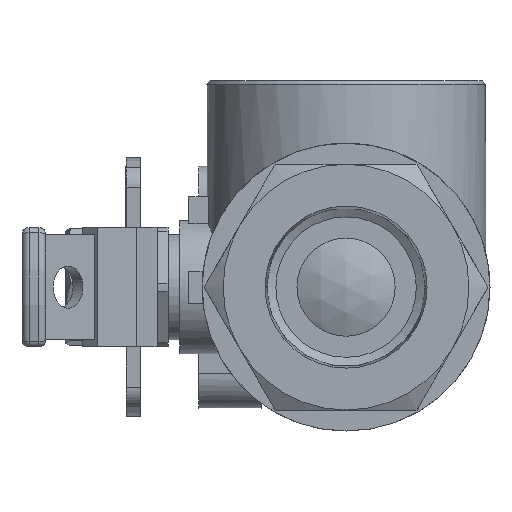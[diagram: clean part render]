
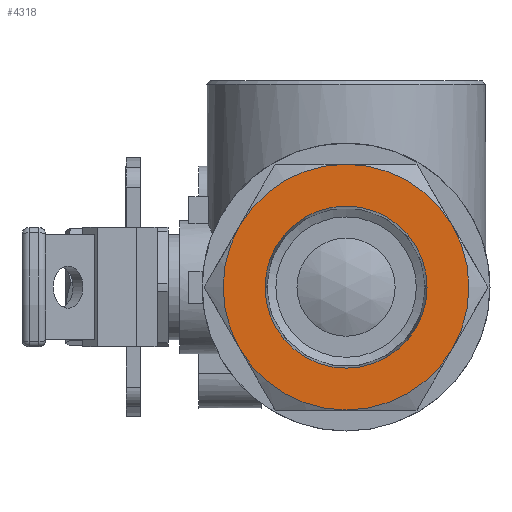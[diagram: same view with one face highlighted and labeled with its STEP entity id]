
A CAD part, left-side view. The second image highlights one B-rep face of the part: STEP entity #4318.
In plain terms, the highlighted planar face has unit normal (-1, 0, 0).
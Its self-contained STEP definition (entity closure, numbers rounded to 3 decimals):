
#940=PLANE('',#4717);
#1080=CIRCLE('',#4702,25.025);
#1081=CIRCLE('',#4704,25.025);
#1082=CIRCLE('',#4706,25.025);
#1083=CIRCLE('',#4708,25.025);
#1084=CIRCLE('',#4710,25.025);
#1085=CIRCLE('',#4712,25.025);
#1088=CIRCLE('',#4718,16.502);
#2240=ORIENTED_EDGE('',*,*,#2886,.F.);
#2241=ORIENTED_EDGE('',*,*,#2885,.F.);
#2242=ORIENTED_EDGE('',*,*,#2884,.F.);
#2243=ORIENTED_EDGE('',*,*,#2883,.F.);
#2244=ORIENTED_EDGE('',*,*,#2888,.F.);
#2245=ORIENTED_EDGE('',*,*,#2887,.F.);
#2246=ORIENTED_EDGE('',*,*,#2891,.F.);
#2883=EDGE_CURVE('',#3298,#3288,#1080,.T.);
#2884=EDGE_CURVE('',#3288,#3290,#1081,.T.);
#2885=EDGE_CURVE('',#3290,#3292,#1082,.T.);
#2886=EDGE_CURVE('',#3292,#3294,#1083,.T.);
#2887=EDGE_CURVE('',#3294,#3296,#1084,.T.);
#2888=EDGE_CURVE('',#3296,#3298,#1085,.T.);
#2891=EDGE_CURVE('',#3303,#3303,#1088,.T.);
#3288=VERTEX_POINT('',#7997);
#3290=VERTEX_POINT('',#8010);
#3292=VERTEX_POINT('',#8022);
#3294=VERTEX_POINT('',#8034);
#3296=VERTEX_POINT('',#8046);
#3298=VERTEX_POINT('',#8058);
#3303=VERTEX_POINT('',#8089);
#3692=EDGE_LOOP('',(#2240,#2241,#2242,#2243,#2244,#2245));
#3693=EDGE_LOOP('',(#2246));
#4007=FACE_BOUND('',#3692,.T.);
#4008=FACE_BOUND('',#3693,.T.);
#4318=ADVANCED_FACE('',(#4007,#4008),#940,.T.);
#4702=AXIS2_PLACEMENT_3D('',#8070,#5802,#5803);
#4704=AXIS2_PLACEMENT_3D('',#8072,#5806,#5807);
#4706=AXIS2_PLACEMENT_3D('',#8074,#5810,#5811);
#4708=AXIS2_PLACEMENT_3D('',#8076,#5814,#5815);
#4710=AXIS2_PLACEMENT_3D('',#8078,#5818,#5819);
#4712=AXIS2_PLACEMENT_3D('',#8080,#5822,#5823);
#4717=AXIS2_PLACEMENT_3D('',#8087,#5832,#5833);
#4718=AXIS2_PLACEMENT_3D('',#8088,#5834,#5835);
#5802=DIRECTION('',(1.,0.,0.));
#5803=DIRECTION('',(0.,1.,0.));
#5806=DIRECTION('',(1.,0.,0.));
#5807=DIRECTION('',(0.,1.,0.));
#5810=DIRECTION('',(1.,0.,0.));
#5811=DIRECTION('',(0.,1.,0.));
#5814=DIRECTION('',(1.,0.,0.));
#5815=DIRECTION('',(0.,1.,0.));
#5818=DIRECTION('',(1.,0.,0.));
#5819=DIRECTION('',(0.,0.,-1.));
#5822=DIRECTION('',(1.,0.,0.));
#5823=DIRECTION('',(0.,1.,0.));
#5832=DIRECTION('',(-1.,0.,0.));
#5833=DIRECTION('',(0.,0.,1.));
#5834=DIRECTION('',(-1.,0.,0.));
#5835=DIRECTION('',(0.,0.,1.));
#7997=CARTESIAN_POINT('',(-41.,0.,-25.025));
#8010=CARTESIAN_POINT('',(-41.,21.672,-12.513));
#8022=CARTESIAN_POINT('',(-41.,21.672,12.513));
#8034=CARTESIAN_POINT('',(-41.,0.,25.025));
#8046=CARTESIAN_POINT('',(-41.,-21.672,12.513));
#8058=CARTESIAN_POINT('',(-41.,-21.672,-12.513));
#8070=CARTESIAN_POINT('',(-41.,0.,0.));
#8072=CARTESIAN_POINT('',(-41.,0.,0.));
#8074=CARTESIAN_POINT('',(-41.,0.,0.));
#8076=CARTESIAN_POINT('',(-41.,0.,0.));
#8078=CARTESIAN_POINT('',(-41.,0.,0.));
#8080=CARTESIAN_POINT('',(-41.,0.,0.));
#8087=CARTESIAN_POINT('',(-41.,9.152,0.));
#8088=CARTESIAN_POINT('',(-41.,0.,0.));
#8089=CARTESIAN_POINT('',(-41.,0.,16.502));
